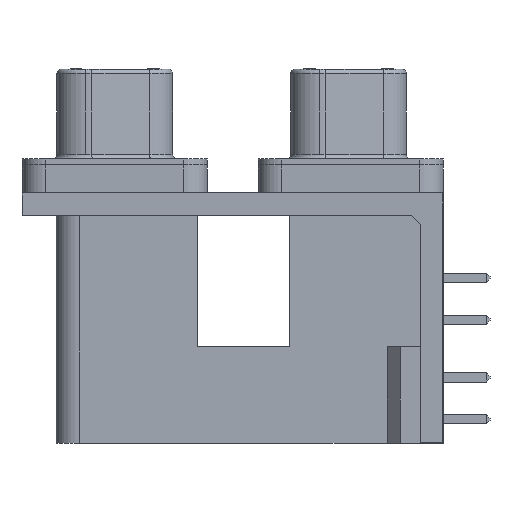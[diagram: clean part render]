
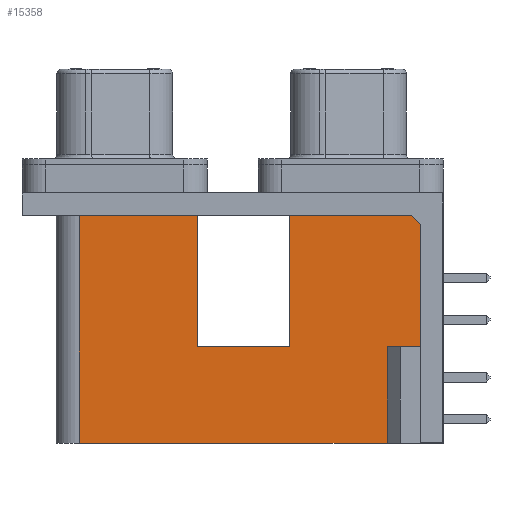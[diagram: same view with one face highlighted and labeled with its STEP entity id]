
A CAD part, left-side view. The second image highlights one B-rep face of the part: STEP entity #15358.
In plain terms, the highlighted planar face has unit normal (-1, 0, 0).
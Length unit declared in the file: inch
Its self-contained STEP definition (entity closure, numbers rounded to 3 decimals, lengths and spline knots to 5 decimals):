
#194 = LINE ( 'NONE', #6614, #14273 ) ;
#260 = CARTESIAN_POINT ( 'NONE',  ( 0.2575, -0.631, -0.502 ) ) ;
#307 = DIRECTION ( 'NONE',  ( 0., -1., 0. ) ) ;
#731 = LINE ( 'NONE', #15193, #19940 ) ;
#862 = VECTOR ( 'NONE', #307, 39.37008 ) ;
#1035 = EDGE_CURVE ( 'NONE', #16750, #17231, #24824, .T. ) ;
#1490 = ORIENTED_EDGE ( 'NONE', *, *, #4168, .F. ) ;
#1827 = EDGE_CURVE ( 'NONE', #24472, #15093, #194, .T. ) ;
#1965 = DIRECTION ( 'NONE',  ( 0., 0., -1. ) ) ;
#2012 = LINE ( 'NONE', #15311, #5904 ) ;
#2159 = CARTESIAN_POINT ( 'NONE',  ( 0.2575, 0.404, -0.76 ) ) ;
#2261 = EDGE_CURVE ( 'NONE', #12031, #9395, #14252, .T. ) ;
#2319 = CARTESIAN_POINT ( 'NONE',  ( 0.2575, -0.481, -0.502 ) ) ;
#3552 = VERTEX_POINT ( 'NONE', #23860 ) ;
#3832 = LINE ( 'NONE', #11369, #22472 ) ;
#4055 = ORIENTED_EDGE ( 'NONE', *, *, #16915, .F. ) ;
#4168 = EDGE_CURVE ( 'NONE', #11033, #3552, #16833, .T. ) ;
#5120 = CARTESIAN_POINT ( 'NONE',  ( 0.2575, 0.404, 0.38908 ) ) ;
#5904 = VECTOR ( 'NONE', #1965, 39.37008 ) ;
#6123 = ORIENTED_EDGE ( 'NONE', *, *, #2261, .F. ) ;
#6442 = DIRECTION ( 'NONE',  ( 0., 0., -1. ) ) ;
#6614 = CARTESIAN_POINT ( 'NONE',  ( 0.2575, -0.221, 1.00932 ) ) ;
#7070 = DIRECTION ( 'NONE',  ( 0., 0., -1. ) ) ;
#7278 = CARTESIAN_POINT ( 'NONE',  ( 0.2575, 0.404, -0.09 ) ) ;
#7492 = ORIENTED_EDGE ( 'NONE', *, *, #24804, .T. ) ;
#7782 = CARTESIAN_POINT ( 'NONE',  ( 0.2575, 0.3415, -0.76 ) ) ;
#7783 = CARTESIAN_POINT ( 'NONE',  ( 0.2575, -0.481, -0.76 ) ) ;
#8486 = CARTESIAN_POINT ( 'NONE',  ( 0.2575, -0.481, -0.34701 ) ) ;
#8892 = PLANE ( 'NONE',  #15489 ) ;
#9100 = DIRECTION ( 'NONE',  ( 0., -1., 0. ) ) ;
#9130 = DIRECTION ( 'NONE',  ( 0., 1., 0. ) ) ;
#9395 = VERTEX_POINT ( 'NONE', #7783 ) ;
#10198 = ORIENTED_EDGE ( 'NONE', *, *, #18239, .T. ) ;
#10565 = ORIENTED_EDGE ( 'NONE', *, *, #1827, .T. ) ;
#10587 = DIRECTION ( 'NONE',  ( 0., 0., -1. ) ) ;
#11033 = VERTEX_POINT ( 'NONE', #17334 ) ;
#11057 = LINE ( 'NONE', #2159, #862 ) ;
#11369 = CARTESIAN_POINT ( 'NONE',  ( 0.2575, -0.631, -0.09 ) ) ;
#11429 = DIRECTION ( 'NONE',  ( 0., 0., -1. ) ) ;
#12031 = VERTEX_POINT ( 'NONE', #2319 ) ;
#12100 = ORIENTED_EDGE ( 'NONE', *, *, #14925, .T. ) ;
#12219 = VERTEX_POINT ( 'NONE', #12969 ) ;
#12321 = VECTOR ( 'NONE', #9100, 39.37008 ) ;
#12366 = CARTESIAN_POINT ( 'NONE',  ( 0.2575, -0.631, -0.09 ) ) ;
#12969 = CARTESIAN_POINT ( 'NONE',  ( 0.2575, 0.025, -0.502 ) ) ;
#13274 = DIRECTION ( 'NONE',  ( 0., -1., 0. ) ) ;
#13657 = DIRECTION ( 'NONE',  ( 0., -1., 0. ) ) ;
#14252 = LINE ( 'NONE', #8486, #24466 ) ;
#14273 = VECTOR ( 'NONE', #6442, 39.37008 ) ;
#14479 = EDGE_CURVE ( 'NONE', #24472, #16750, #3832, .T. ) ;
#14577 = FACE_OUTER_BOUND ( 'NONE', #21735, .T. ) ;
#14925 = EDGE_CURVE ( 'NONE', #11033, #24225, #2012, .T. ) ;
#15093 = VERTEX_POINT ( 'NONE', #21461 ) ;
#15193 = CARTESIAN_POINT ( 'NONE',  ( 0.2575, 0.025, -0.76 ) ) ;
#15311 = CARTESIAN_POINT ( 'NONE',  ( 0.2575, 0.3415, 0.38908 ) ) ;
#15358 = ADVANCED_FACE ( 'NONE', ( #14577 ), #8892, .F. ) ;
#15455 = LINE ( 'NONE', #260, #21181 ) ;
#15489 = AXIS2_PLACEMENT_3D ( 'NONE', #5120, #18570, #7070 ) ;
#16382 = CARTESIAN_POINT ( 'NONE',  ( 0.2575, -0.631, 1.00932 ) ) ;
#16750 = VERTEX_POINT ( 'NONE', #12366 ) ;
#16806 = CARTESIAN_POINT ( 'NONE',  ( 0.2575, -0.631, -0.502 ) ) ;
#16833 = LINE ( 'NONE', #7278, #12321 ) ;
#16915 = EDGE_CURVE ( 'NONE', #3552, #12219, #731, .T. ) ;
#17039 = ORIENTED_EDGE ( 'NONE', *, *, #1035, .F. ) ;
#17231 = VERTEX_POINT ( 'NONE', #19185 ) ;
#17334 = CARTESIAN_POINT ( 'NONE',  ( 0.2575, 0.3415, -0.09 ) ) ;
#17752 = ORIENTED_EDGE ( 'NONE', *, *, #20181, .T. ) ;
#18174 = CARTESIAN_POINT ( 'NONE',  ( 0.2575, -0.221, -0.09 ) ) ;
#18239 = EDGE_CURVE ( 'NONE', #15093, #12219, #24059, .T. ) ;
#18570 = DIRECTION ( 'NONE',  ( 1., 0., 0. ) ) ;
#18968 = VECTOR ( 'NONE', #9130, 39.37008 ) ;
#19185 = CARTESIAN_POINT ( 'NONE',  ( 0.2575, -0.631, -0.502 ) ) ;
#19756 = VECTOR ( 'NONE', #10587, 39.37008 ) ;
#19940 = VECTOR ( 'NONE', #11429, 39.37008 ) ;
#20181 = EDGE_CURVE ( 'NONE', #24225, #9395, #11057, .T. ) ;
#21181 = VECTOR ( 'NONE', #13657, 39.37008 ) ;
#21461 = CARTESIAN_POINT ( 'NONE',  ( 0.2575, -0.221, -0.502 ) ) ;
#21735 = EDGE_LOOP ( 'NONE', ( #1490, #12100, #17752, #6123, #7492, #17039, #24831, #10565, #10198, #4055 ) ) ;
#21961 = DIRECTION ( 'NONE',  ( 0., 0., -1. ) ) ;
#22472 = VECTOR ( 'NONE', #13274, 39.37008 ) ;
#23860 = CARTESIAN_POINT ( 'NONE',  ( 0.2575, 0.025, -0.09 ) ) ;
#24059 = LINE ( 'NONE', #16806, #18968 ) ;
#24225 = VERTEX_POINT ( 'NONE', #7782 ) ;
#24466 = VECTOR ( 'NONE', #21961, 39.37008 ) ;
#24472 = VERTEX_POINT ( 'NONE', #18174 ) ;
#24804 = EDGE_CURVE ( 'NONE', #12031, #17231, #15455, .T. ) ;
#24824 = LINE ( 'NONE', #16382, #19756 ) ;
#24831 = ORIENTED_EDGE ( 'NONE', *, *, #14479, .F. ) ;
